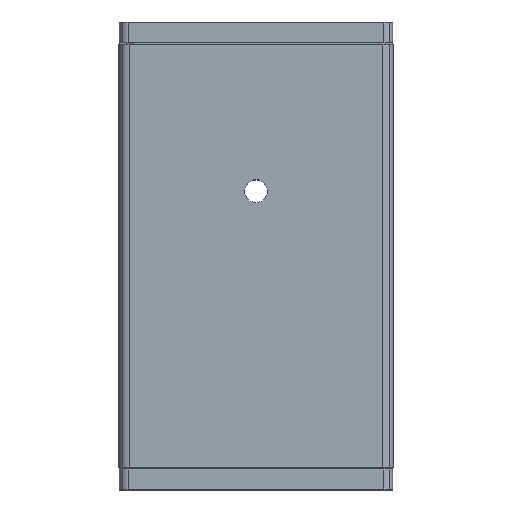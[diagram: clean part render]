
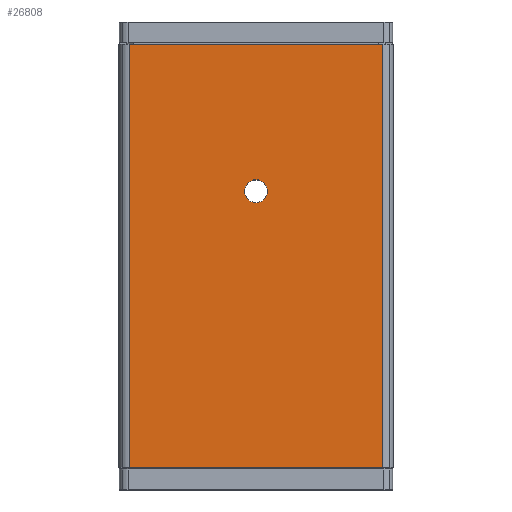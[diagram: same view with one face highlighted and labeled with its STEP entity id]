
A CAD part, top view. The second image highlights one B-rep face of the part: STEP entity #26808.
In plain terms, the highlighted planar face has unit normal (0, 0, 1).
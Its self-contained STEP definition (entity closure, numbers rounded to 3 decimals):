
#45 = DIRECTION ( 'NONE',  ( 1., 0., 0. ) ) ;
#409 = VECTOR ( 'NONE', #12852, 1000. ) ;
#738 = CARTESIAN_POINT ( 'NONE',  ( -111.707, 437.143, 38.617 ) ) ;
#1476 = CARTESIAN_POINT ( 'NONE',  ( -136.445, 491.068, 38.617 ) ) ;
#1515 = AXIS2_PLACEMENT_3D ( 'NONE', #31990, #2223, #26816 ) ;
#2223 = DIRECTION ( 'NONE',  ( 0., 0., -1. ) ) ;
#2458 = DIRECTION ( 'NONE',  ( 1., 0., 0. ) ) ;
#3193 = VERTEX_POINT ( 'NONE', #30647 ) ;
#4767 = FACE_BOUND ( 'NONE', #5784, .T. ) ;
#5034 = DIRECTION ( 'NONE',  ( 0., -1., 0. ) ) ;
#5366 = CARTESIAN_POINT ( 'NONE',  ( -111.707, 519.743, 38.617 ) ) ;
#5473 = CIRCLE ( 'NONE', #1515, 2.25 ) ;
#5784 = EDGE_LOOP ( 'NONE', ( #24666, #21733 ) ) ;
#6623 = EDGE_CURVE ( 'NONE', #33874, #32050, #27332, .T. ) ;
#6807 = LINE ( 'NONE', #29091, #409 ) ;
#7014 = ORIENTED_EDGE ( 'NONE', *, *, #19591, .T. ) ;
#7132 = AXIS2_PLACEMENT_3D ( 'NONE', #20835, #15327, #2458 ) ;
#10137 = CIRCLE ( 'NONE', #16475, 2.25 ) ;
#10475 = EDGE_CURVE ( 'NONE', #32120, #32050, #21428, .T. ) ;
#11533 = CARTESIAN_POINT ( 'NONE',  ( -134.195, 491.068, 38.617 ) ) ;
#12250 = EDGE_LOOP ( 'NONE', ( #24379, #7014, #28807, #14843 ) ) ;
#12852 = DIRECTION ( 'NONE',  ( 0., 1., 0. ) ) ;
#13635 = VECTOR ( 'NONE', #5034, 1000. ) ;
#14843 = ORIENTED_EDGE ( 'NONE', *, *, #10475, .T. ) ;
#15308 = VERTEX_POINT ( 'NONE', #18873 ) ;
#15327 = DIRECTION ( 'NONE',  ( 0., 0., 1. ) ) ;
#15802 = VERTEX_POINT ( 'NONE', #11533 ) ;
#16087 = CARTESIAN_POINT ( 'NONE',  ( -112.195, 437.143, 38.617 ) ) ;
#16475 = AXIS2_PLACEMENT_3D ( 'NONE', #1476, #17707, #34294 ) ;
#17707 = DIRECTION ( 'NONE',  ( 0., 0., -1. ) ) ;
#18873 = CARTESIAN_POINT ( 'NONE',  ( -161.183, 519.743, 38.617 ) ) ;
#19591 = EDGE_CURVE ( 'NONE', #33874, #15308, #25161, .T. ) ;
#19986 = CARTESIAN_POINT ( 'NONE',  ( -112.195, 519.743, 38.617 ) ) ;
#20502 = VECTOR ( 'NONE', #33356, 1000. ) ;
#20835 = CARTESIAN_POINT ( 'NONE',  ( -160.695, 519.743, 38.617 ) ) ;
#21275 = VECTOR ( 'NONE', #45, 1000. ) ;
#21351 = PLANE ( 'NONE',  #7132 ) ;
#21428 = LINE ( 'NONE', #16087, #21275 ) ;
#21733 = ORIENTED_EDGE ( 'NONE', *, *, #35048, .T. ) ;
#24379 = ORIENTED_EDGE ( 'NONE', *, *, #6623, .F. ) ;
#24666 = ORIENTED_EDGE ( 'NONE', *, *, #28859, .T. ) ;
#25161 = LINE ( 'NONE', #19986, #20502 ) ;
#26521 = FACE_OUTER_BOUND ( 'NONE', #12250, .T. ) ;
#26562 = CARTESIAN_POINT ( 'NONE',  ( -161.183, 437.143, 38.617 ) ) ;
#26808 = ADVANCED_FACE ( 'NONE', ( #4767, #26521 ), #21351, .T. ) ;
#26816 = DIRECTION ( 'NONE',  ( 1., 0., 0. ) ) ;
#27332 = LINE ( 'NONE', #5366, #13635 ) ;
#28021 = EDGE_CURVE ( 'NONE', #32120, #15308, #6807, .T. ) ;
#28807 = ORIENTED_EDGE ( 'NONE', *, *, #28021, .F. ) ;
#28859 = EDGE_CURVE ( 'NONE', #15802, #3193, #5473, .T. ) ;
#29091 = CARTESIAN_POINT ( 'NONE',  ( -161.183, 519.743, 38.617 ) ) ;
#30647 = CARTESIAN_POINT ( 'NONE',  ( -138.695, 491.068, 38.617 ) ) ;
#31785 = CARTESIAN_POINT ( 'NONE',  ( -111.707, 519.743, 38.617 ) ) ;
#31990 = CARTESIAN_POINT ( 'NONE',  ( -136.445, 491.068, 38.617 ) ) ;
#32050 = VERTEX_POINT ( 'NONE', #738 ) ;
#32120 = VERTEX_POINT ( 'NONE', #26562 ) ;
#33356 = DIRECTION ( 'NONE',  ( -1., 0., 0. ) ) ;
#33874 = VERTEX_POINT ( 'NONE', #31785 ) ;
#34294 = DIRECTION ( 'NONE',  ( 1., 0., 0. ) ) ;
#35048 = EDGE_CURVE ( 'NONE', #3193, #15802, #10137, .T. ) ;
